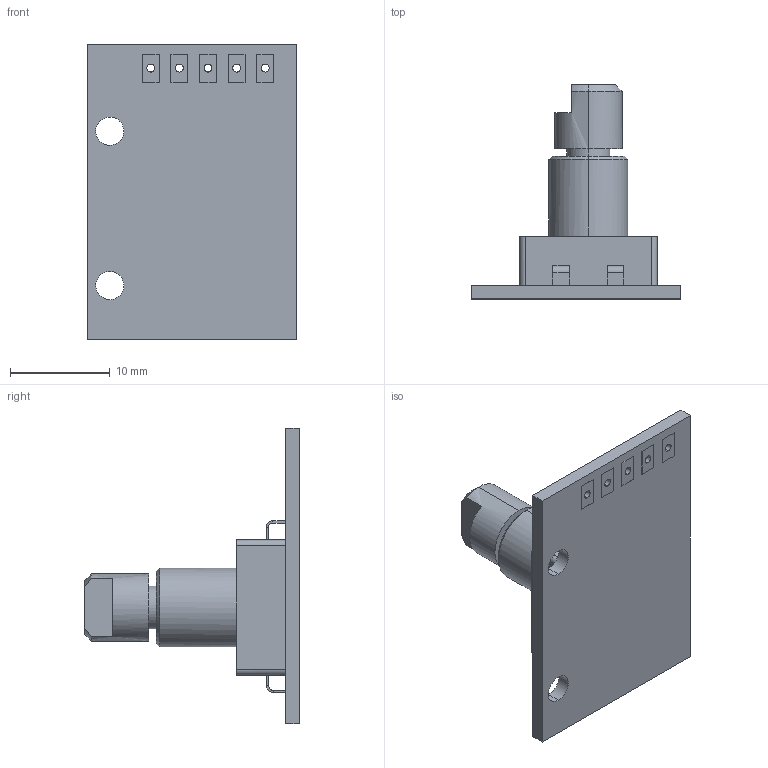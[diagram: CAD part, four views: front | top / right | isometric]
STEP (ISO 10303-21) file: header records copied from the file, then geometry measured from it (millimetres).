
FILE_DESCRIPTION(('FreeCAD Model'),'2;1');
FILE_NAME('Open CASCADE Shape Model','2025-04-17T16:34:21',('FreeCAD'),( 'FreeCAD'),'Open CASCADE STEP processor 7.6','FreeCAD','Unknown');
FILE_SCHEMA(('AUTOMOTIVE_DESIGN { 1 0 10303 214 1 1 1 1 }'));
Length unit declared in the file: millimetre
Products named in the file (1): Open CASCADE STEP translator 7.6 1
Bounding box: 21.05 x 21.57 x 29.65 mm (x, y, z)
Volume: 2383.3 mm3; surface area: 2100.4 mm2
Topology: 1 solids, 1 shells, 155 faces, 373 edges, 234 vertices
Faces by surface type: bspline 155
Entity records: 4259 total; most frequent: CARTESIAN_POINT 1934, ORIENTED_EDGE 746, EDGE_CURVE 373, B_SPLINE_CURVE_WITH_KNOTS 298, VERTEX_POINT 234, FACE_BOUND 193, EDGE_LOOP 193, ADVANCED_FACE 155
